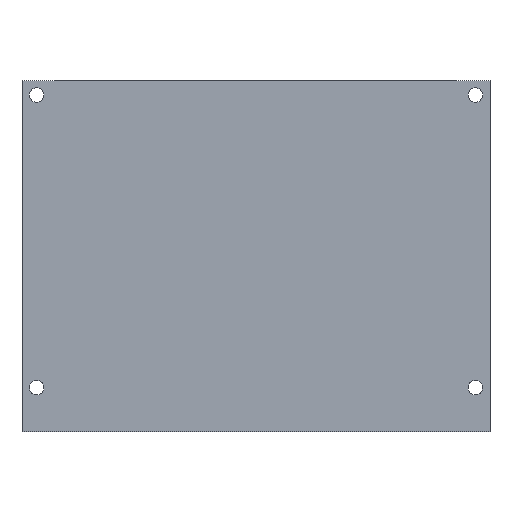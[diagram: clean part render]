
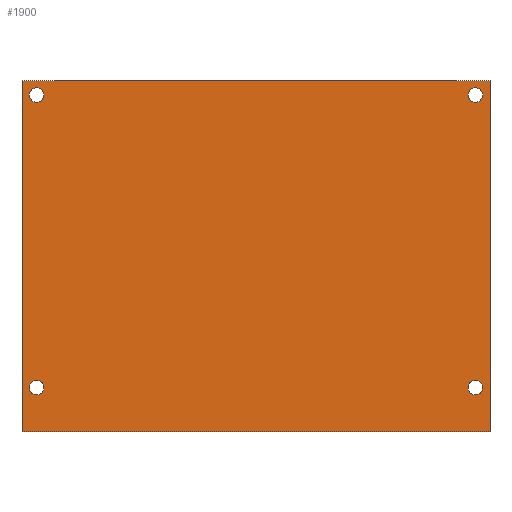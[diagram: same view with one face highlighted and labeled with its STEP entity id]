
A CAD part, front view. The second image highlights one B-rep face of the part: STEP entity #1900.
In plain terms, the highlighted planar face has unit normal (0, -1, 0).
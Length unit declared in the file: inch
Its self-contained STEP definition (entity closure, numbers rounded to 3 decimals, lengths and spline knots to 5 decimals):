
#118 = EDGE_LOOP ( 'NONE', ( #1902, #3169 ) ) ;
#183 = DIRECTION ( 'NONE',  ( 1., 0., 0. ) ) ;
#232 = FACE_BOUND ( 'NONE', #118, .T. ) ;
#258 = CARTESIAN_POINT ( 'NONE',  ( 1.875, -0.75, 2.875 ) ) ;
#326 = LINE ( 'NONE', #1058, #2509 ) ;
#358 = FACE_OUTER_BOUND ( 'NONE', #1983, .T. ) ;
#373 = CARTESIAN_POINT ( 'NONE',  ( -1.8125, -0.75, 2.875 ) ) ;
#399 = VERTEX_POINT ( 'NONE', #1736 ) ;
#459 = EDGE_CURVE ( 'NONE', #783, #2367, #698, .T. ) ;
#470 = ORIENTED_EDGE ( 'NONE', *, *, #1151, .T. ) ;
#473 = AXIS2_PLACEMENT_3D ( 'NONE', #3089, #1367, #3376 ) ;
#511 = EDGE_CURVE ( 'NONE', #3331, #1146, #3657, .T. ) ;
#541 = DIRECTION ( 'NONE',  ( 1., 0., 0. ) ) ;
#553 = DIRECTION ( 'NONE',  ( 0., 0., 1. ) ) ;
#610 = CARTESIAN_POINT ( 'NONE',  ( 1.9375, -0.75, 2.875 ) ) ;
#624 = CARTESIAN_POINT ( 'NONE',  ( -1.9375, -0.75, 2.875 ) ) ;
#627 = VECTOR ( 'NONE', #553, 39.37008 ) ;
#633 = DIRECTION ( 'NONE',  ( 1., 0., 0. ) ) ;
#663 = DIRECTION ( 'NONE',  ( 0., 1., 0. ) ) ;
#674 = CARTESIAN_POINT ( 'NONE',  ( 1.875, -0.75, 2.875 ) ) ;
#698 = LINE ( 'NONE', #1162, #795 ) ;
#699 = ORIENTED_EDGE ( 'NONE', *, *, #3593, .T. ) ;
#718 = EDGE_CURVE ( 'NONE', #399, #2923, #2269, .T. ) ;
#783 = VERTEX_POINT ( 'NONE', #3538 ) ;
#795 = VECTOR ( 'NONE', #1152, 39.37008 ) ;
#807 = VECTOR ( 'NONE', #2734, 39.37008 ) ;
#815 = DIRECTION ( 'NONE',  ( 1., 0., 0. ) ) ;
#825 = DIRECTION ( 'NONE',  ( 0., 1., 0. ) ) ;
#829 = ORIENTED_EDGE ( 'NONE', *, *, #459, .T. ) ;
#843 = CARTESIAN_POINT ( 'NONE',  ( 1.875, -0.75, 0.375 ) ) ;
#855 = CIRCLE ( 'NONE', #3410, 0.0625 ) ;
#878 = ORIENTED_EDGE ( 'NONE', *, *, #718, .T. ) ;
#1007 = DIRECTION ( 'NONE',  ( 1., 0., 0. ) ) ;
#1058 = CARTESIAN_POINT ( 'NONE',  ( -2., -0.75, 0. ) ) ;
#1064 = FACE_BOUND ( 'NONE', #1451, .T. ) ;
#1083 = ORIENTED_EDGE ( 'NONE', *, *, #3192, .T. ) ;
#1109 = CARTESIAN_POINT ( 'NONE',  ( 1.8125, -0.75, 2.875 ) ) ;
#1146 = VERTEX_POINT ( 'NONE', #1109 ) ;
#1151 = EDGE_CURVE ( 'NONE', #1945, #2745, #2155, .T. ) ;
#1152 = DIRECTION ( 'NONE',  ( 1., 0., 0. ) ) ;
#1162 = CARTESIAN_POINT ( 'NONE',  ( -2., -0.75, 0. ) ) ;
#1208 = CARTESIAN_POINT ( 'NONE',  ( -1.875, -0.75, 2.875 ) ) ;
#1218 = VERTEX_POINT ( 'NONE', #624 ) ;
#1265 = ORIENTED_EDGE ( 'NONE', *, *, #2756, .F. ) ;
#1300 = CARTESIAN_POINT ( 'NONE',  ( -2., -0.75, 3. ) ) ;
#1321 = CARTESIAN_POINT ( 'NONE',  ( 1.9375, -0.75, 0.375 ) ) ;
#1367 = DIRECTION ( 'NONE',  ( 0., 1., 0. ) ) ;
#1390 = LINE ( 'NONE', #3411, #627 ) ;
#1449 = CARTESIAN_POINT ( 'NONE',  ( 2., -0.75, 0. ) ) ;
#1451 = EDGE_LOOP ( 'NONE', ( #2963, #1707 ) ) ;
#1462 = DIRECTION ( 'NONE',  ( 0., 1., 0. ) ) ;
#1496 = DIRECTION ( 'NONE',  ( 1., 0., 0. ) ) ;
#1691 = CARTESIAN_POINT ( 'NONE',  ( -2., -0.75, 3. ) ) ;
#1697 = CARTESIAN_POINT ( 'NONE',  ( 2., -0.75, 3. ) ) ;
#1707 = ORIENTED_EDGE ( 'NONE', *, *, #3150, .T. ) ;
#1731 = FACE_BOUND ( 'NONE', #2840, .T. ) ;
#1736 = CARTESIAN_POINT ( 'NONE',  ( -1.9375, -0.75, 0.375 ) ) ;
#1878 = DIRECTION ( 'NONE',  ( 0., 1., 0. ) ) ;
#1900 = ADVANCED_FACE ( 'NONE', ( #358, #1064, #2503, #1731, #232 ), #2440, .T. ) ;
#1902 = ORIENTED_EDGE ( 'NONE', *, *, #2873, .T. ) ;
#1945 = VERTEX_POINT ( 'NONE', #1321 ) ;
#1980 = AXIS2_PLACEMENT_3D ( 'NONE', #258, #2250, #541 ) ;
#1983 = EDGE_LOOP ( 'NONE', ( #1083, #699, #1265, #829 ) ) ;
#2155 = CIRCLE ( 'NONE', #2942, 0.0625 ) ;
#2235 = EDGE_CURVE ( 'NONE', #2923, #399, #2860, .T. ) ;
#2250 = DIRECTION ( 'NONE',  ( 0., 1., 0. ) ) ;
#2269 = CIRCLE ( 'NONE', #3281, 0.0625 ) ;
#2329 = LINE ( 'NONE', #1300, #807 ) ;
#2331 = EDGE_CURVE ( 'NONE', #1218, #2452, #2496, .T. ) ;
#2367 = VERTEX_POINT ( 'NONE', #1449 ) ;
#2392 = AXIS2_PLACEMENT_3D ( 'NONE', #3187, #1462, #3476 ) ;
#2427 = DIRECTION ( 'NONE',  ( 0., -1., 0. ) ) ;
#2440 = PLANE ( 'NONE',  #3114 ) ;
#2452 = VERTEX_POINT ( 'NONE', #373 ) ;
#2478 = ORIENTED_EDGE ( 'NONE', *, *, #2235, .T. ) ;
#2496 = CIRCLE ( 'NONE', #2392, 0.0625 ) ;
#2503 = FACE_BOUND ( 'NONE', #3424, .T. ) ;
#2509 = VECTOR ( 'NONE', #3643, 39.37008 ) ;
#2630 = AXIS2_PLACEMENT_3D ( 'NONE', #1208, #3220, #1496 ) ;
#2729 = CARTESIAN_POINT ( 'NONE',  ( 0., -0.75, 0. ) ) ;
#2734 = DIRECTION ( 'NONE',  ( -1., 0., 0. ) ) ;
#2745 = VERTEX_POINT ( 'NONE', #3361 ) ;
#2756 = EDGE_CURVE ( 'NONE', #783, #3208, #326, .T. ) ;
#2758 = DIRECTION ( 'NONE',  ( 1., 0., 0. ) ) ;
#2775 = AXIS2_PLACEMENT_3D ( 'NONE', #674, #663, #633 ) ;
#2834 = VERTEX_POINT ( 'NONE', #1697 ) ;
#2840 = EDGE_LOOP ( 'NONE', ( #2478, #878 ) ) ;
#2860 = CIRCLE ( 'NONE', #473, 0.0625 ) ;
#2873 = EDGE_CURVE ( 'NONE', #2452, #1218, #3100, .T. ) ;
#2923 = VERTEX_POINT ( 'NONE', #3232 ) ;
#2942 = AXIS2_PLACEMENT_3D ( 'NONE', #843, #825, #815 ) ;
#2963 = ORIENTED_EDGE ( 'NONE', *, *, #511, .T. ) ;
#3022 = EDGE_CURVE ( 'NONE', #2745, #1945, #855, .T. ) ;
#3049 = DIRECTION ( 'NONE',  ( 0., 1., 0. ) ) ;
#3089 = CARTESIAN_POINT ( 'NONE',  ( -1.875, -0.75, 0.375 ) ) ;
#3098 = CIRCLE ( 'NONE', #1980, 0.0625 ) ;
#3100 = CIRCLE ( 'NONE', #2630, 0.0625 ) ;
#3114 = AXIS2_PLACEMENT_3D ( 'NONE', #2729, #2427, #1007 ) ;
#3150 = EDGE_CURVE ( 'NONE', #1146, #3331, #3098, .T. ) ;
#3169 = ORIENTED_EDGE ( 'NONE', *, *, #2331, .T. ) ;
#3187 = CARTESIAN_POINT ( 'NONE',  ( -1.875, -0.75, 2.875 ) ) ;
#3192 = EDGE_CURVE ( 'NONE', #2367, #2834, #1390, .T. ) ;
#3208 = VERTEX_POINT ( 'NONE', #1691 ) ;
#3220 = DIRECTION ( 'NONE',  ( 0., 1., 0. ) ) ;
#3232 = CARTESIAN_POINT ( 'NONE',  ( -1.8125, -0.75, 0.375 ) ) ;
#3281 = AXIS2_PLACEMENT_3D ( 'NONE', #3337, #3049, #2758 ) ;
#3331 = VERTEX_POINT ( 'NONE', #610 ) ;
#3337 = CARTESIAN_POINT ( 'NONE',  ( -1.875, -0.75, 0.375 ) ) ;
#3361 = CARTESIAN_POINT ( 'NONE',  ( 1.8125, -0.75, 0.375 ) ) ;
#3376 = DIRECTION ( 'NONE',  ( 1., 0., 0. ) ) ;
#3410 = AXIS2_PLACEMENT_3D ( 'NONE', #3606, #1878, #183 ) ;
#3411 = CARTESIAN_POINT ( 'NONE',  ( 2., -0.75, 0. ) ) ;
#3424 = EDGE_LOOP ( 'NONE', ( #470, #3682 ) ) ;
#3476 = DIRECTION ( 'NONE',  ( 1., 0., 0. ) ) ;
#3538 = CARTESIAN_POINT ( 'NONE',  ( -2., -0.75, 0. ) ) ;
#3593 = EDGE_CURVE ( 'NONE', #2834, #3208, #2329, .T. ) ;
#3606 = CARTESIAN_POINT ( 'NONE',  ( 1.875, -0.75, 0.375 ) ) ;
#3643 = DIRECTION ( 'NONE',  ( 0., 0., 1. ) ) ;
#3657 = CIRCLE ( 'NONE', #2775, 0.0625 ) ;
#3682 = ORIENTED_EDGE ( 'NONE', *, *, #3022, .T. ) ;
